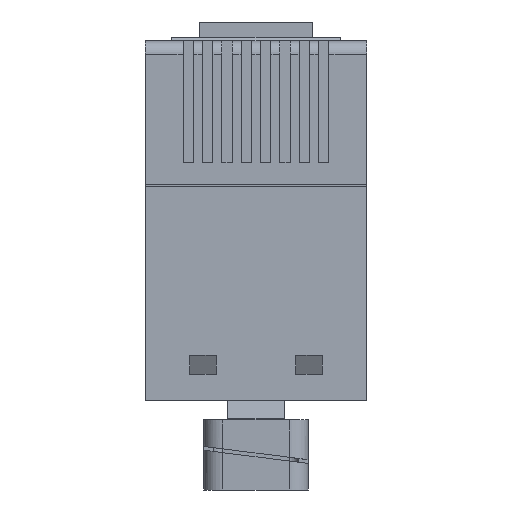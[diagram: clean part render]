
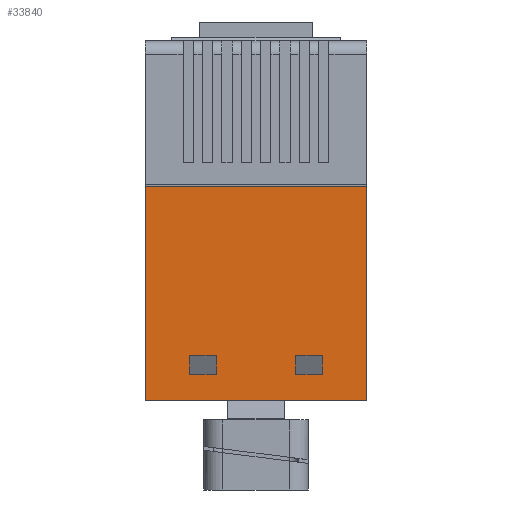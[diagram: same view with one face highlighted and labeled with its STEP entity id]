
A CAD part, front view. The second image highlights one B-rep face of the part: STEP entity #33840.
In plain terms, the highlighted planar face has unit normal (0, -1, 0).
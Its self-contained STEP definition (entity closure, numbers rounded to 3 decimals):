
#8060=CARTESIAN_POINT('',(53.447,64.005,-52.6));
#8070=VERTEX_POINT('',#8060);
#8100=CARTESIAN_POINT('',(52.402,64.005,-52.6));
#8110=DIRECTION('',(1.,0.,0.));
#8120=VECTOR('',#8110,1.);
#8130=LINE('',#8100,#8120);
#8140=CARTESIAN_POINT('',(65.147,64.005,-52.6));
#8150=VERTEX_POINT('',#8140);
#8160=EDGE_CURVE('',#8070,#8150,#8130,.T.);
#26250=CARTESIAN_POINT('',(53.447,64.005,-32.6));
#26260=DIRECTION('',(0.,-1.,0.));
#26270=DIRECTION('',(1.,0.,0.));
#26280=AXIS2_PLACEMENT_3D('',#26250,#26260,#26270);
#26290=PLANE('',#26280);
#28700=CARTESIAN_POINT('',(65.147,64.005,-32.6));
#28710=DIRECTION('',(0.,0.,-1.));
#28720=VECTOR('',#28710,1.);
#28730=LINE('',#28700,#28720);
#28770=CARTESIAN_POINT('',(53.447,64.005,-32.6));
#28780=DIRECTION('',(0.,0.,-1.));
#28790=VECTOR('',#28780,1.);
#28800=LINE('',#28770,#28790);
#32820=CARTESIAN_POINT('',(65.147,64.005,-41.3));
#32830=VERTEX_POINT('',#32820);
#32840=EDGE_CURVE('',#32830,#8150,#28730,.T.);
#33020=ORIENTED_EDGE('',*,*,#32840,.F.);
#33030=ORIENTED_EDGE('',*,*,#8160,.T.);
#33040=CARTESIAN_POINT('',(53.447,64.005,-41.3));
#33050=VERTEX_POINT('',#33040);
#33060=EDGE_CURVE('',#33050,#8070,#28800,.T.);
#33070=ORIENTED_EDGE('',*,*,#33060,.T.);
#33080=CARTESIAN_POINT('',(52.402,64.005,-41.3));
#33090=DIRECTION('',(1.,0.,0.));
#33100=VECTOR('',#33090,1.);
#33110=LINE('',#33080,#33100);
#33120=EDGE_CURVE('',#33050,#32830,#33110,.T.);
#33130=ORIENTED_EDGE('',*,*,#33120,.F.);
#33140=EDGE_LOOP('',(#33130,#33070,#33030,#33020));
#33150=FACE_OUTER_BOUND('',#33140,.T.);
#33160=CARTESIAN_POINT('',(57.197,64.005,-32.6));
#33170=DIRECTION('',(0.,0.,-1.));
#33180=VECTOR('',#33170,1.);
#33190=LINE('',#33160,#33180);
#33200=CARTESIAN_POINT('',(57.197,64.005,-50.2));
#33210=VERTEX_POINT('',#33200);
#33220=CARTESIAN_POINT('',(57.197,64.005,-51.2));
#33230=VERTEX_POINT('',#33220);
#33240=EDGE_CURVE('',#33210,#33230,#33190,.T.);
#33250=ORIENTED_EDGE('',*,*,#33240,.T.);
#33260=CARTESIAN_POINT('',(52.402,64.005,-50.2));
#33270=DIRECTION('',(-1.,0.,0.));
#33280=VECTOR('',#33270,1.);
#33290=LINE('',#33260,#33280);
#33300=CARTESIAN_POINT('',(55.797,64.005,-50.2));
#33310=VERTEX_POINT('',#33300);
#33320=EDGE_CURVE('',#33210,#33310,#33290,.T.);
#33330=ORIENTED_EDGE('',*,*,#33320,.F.);
#33340=CARTESIAN_POINT('',(55.797,64.005,-32.6));
#33350=DIRECTION('',(0.,0.,-1.));
#33360=VECTOR('',#33350,1.);
#33370=LINE('',#33340,#33360);
#33380=CARTESIAN_POINT('',(55.797,64.005,-51.2));
#33390=VERTEX_POINT('',#33380);
#33400=EDGE_CURVE('',#33310,#33390,#33370,.T.);
#33410=ORIENTED_EDGE('',*,*,#33400,.F.);
#33420=CARTESIAN_POINT('',(52.402,64.005,-51.2));
#33430=DIRECTION('',(1.,0.,0.));
#33440=VECTOR('',#33430,1.);
#33450=LINE('',#33420,#33440);
#33460=EDGE_CURVE('',#33390,#33230,#33450,.T.);
#33470=ORIENTED_EDGE('',*,*,#33460,.F.);
#33480=EDGE_LOOP('',(#33470,#33410,#33330,#33250));
#33490=FACE_BOUND('',#33480,.T.);
#33500=CARTESIAN_POINT('',(61.397,64.005,-32.6));
#33510=DIRECTION('',(0.,0.,-1.));
#33520=VECTOR('',#33510,1.);
#33530=LINE('',#33500,#33520);
#33540=CARTESIAN_POINT('',(61.397,64.005,-50.2));
#33550=VERTEX_POINT('',#33540);
#33560=CARTESIAN_POINT('',(61.397,64.005,-51.2));
#33570=VERTEX_POINT('',#33560);
#33580=EDGE_CURVE('',#33550,#33570,#33530,.T.);
#33590=ORIENTED_EDGE('',*,*,#33580,.F.);
#33600=CARTESIAN_POINT('',(52.402,64.005,-51.2));
#33610=DIRECTION('',(1.,0.,0.));
#33620=VECTOR('',#33610,1.);
#33630=LINE('',#33600,#33620);
#33640=CARTESIAN_POINT('',(62.797,64.005,-51.2));
#33650=VERTEX_POINT('',#33640);
#33660=EDGE_CURVE('',#33570,#33650,#33630,.T.);
#33670=ORIENTED_EDGE('',*,*,#33660,.F.);
#33680=CARTESIAN_POINT('',(62.797,64.005,-32.6));
#33690=DIRECTION('',(0.,0.,-1.));
#33700=VECTOR('',#33690,1.);
#33710=LINE('',#33680,#33700);
#33720=CARTESIAN_POINT('',(62.797,64.005,-50.2));
#33730=VERTEX_POINT('',#33720);
#33740=EDGE_CURVE('',#33730,#33650,#33710,.T.);
#33750=ORIENTED_EDGE('',*,*,#33740,.T.);
#33760=CARTESIAN_POINT('',(52.402,64.005,-50.2));
#33770=DIRECTION('',(-1.,0.,0.));
#33780=VECTOR('',#33770,1.);
#33790=LINE('',#33760,#33780);
#33800=EDGE_CURVE('',#33730,#33550,#33790,.T.);
#33810=ORIENTED_EDGE('',*,*,#33800,.F.);
#33820=EDGE_LOOP('',(#33810,#33750,#33670,#33590));
#33830=FACE_BOUND('',#33820,.T.);
#33840=ADVANCED_FACE('',(#33150,#33490,#33830),#26290,.T.);
